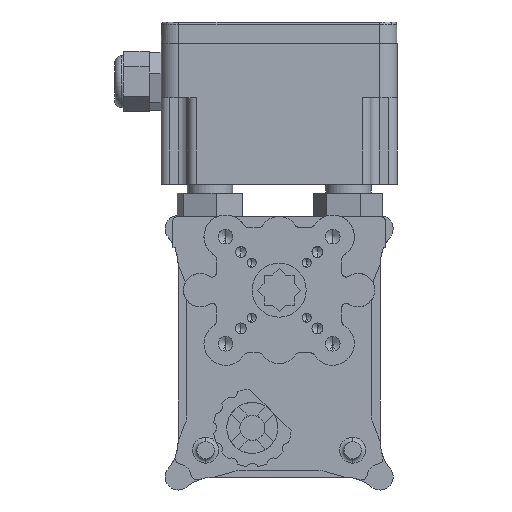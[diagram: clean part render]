
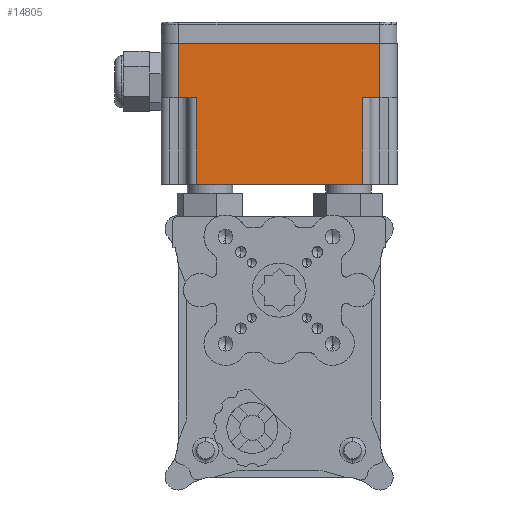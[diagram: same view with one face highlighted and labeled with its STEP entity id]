
A CAD part, front view. The second image highlights one B-rep face of the part: STEP entity #14805.
In plain terms, the highlighted planar face has unit normal (0, -1, 0).
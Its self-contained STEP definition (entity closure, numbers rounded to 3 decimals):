
#1024 = CARTESIAN_POINT ( 'NONE',  ( -46.501, -0.1, 89. ) ) ;
#1030 = VECTOR ( 'NONE', #13451, 1000. ) ;
#1205 = CARTESIAN_POINT ( 'NONE',  ( -46.501, -0.1, 114. ) ) ;
#1600 = ORIENTED_EDGE ( 'NONE', *, *, #16590, .F. ) ;
#1918 = VERTEX_POINT ( 'NONE', #13144 ) ;
#2720 = DIRECTION ( 'NONE',  ( 1., 0., 0. ) ) ;
#3017 = ORIENTED_EDGE ( 'NONE', *, *, #17270, .T. ) ;
#3373 = PLANE ( 'NONE',  #4503 ) ;
#3508 = LINE ( 'NONE', #6300, #6206 ) ;
#4503 = AXIS2_PLACEMENT_3D ( 'NONE', #22093, #15358, #5106 ) ;
#5106 = DIRECTION ( 'NONE',  ( -1., 0., 0. ) ) ;
#6059 = CARTESIAN_POINT ( 'NONE',  ( 46.501, -0.1, 114. ) ) ;
#6094 = LINE ( 'NONE', #8351, #1030 ) ;
#6193 = CARTESIAN_POINT ( 'NONE',  ( 38.324, -0.1, -135.893 ) ) ;
#6206 = VECTOR ( 'NONE', #2720, 1000. ) ;
#6208 = VERTEX_POINT ( 'NONE', #1205 ) ;
#6300 = CARTESIAN_POINT ( 'NONE',  ( -46.501, -0.1, 89. ) ) ;
#6634 = VERTEX_POINT ( 'NONE', #6059 ) ;
#7036 = CARTESIAN_POINT ( 'NONE',  ( 46.501, -0.1, 89. ) ) ;
#7153 = VERTEX_POINT ( 'NONE', #17542 ) ;
#8351 = CARTESIAN_POINT ( 'NONE',  ( 0., -0.1, 49. ) ) ;
#8473 = CARTESIAN_POINT ( 'NONE',  ( -46.501, -0.1, 89. ) ) ;
#8589 = LINE ( 'NONE', #6193, #21689 ) ;
#9142 = FACE_OUTER_BOUND ( 'NONE', #12884, .T. ) ;
#9277 = VERTEX_POINT ( 'NONE', #21574 ) ;
#9928 = VERTEX_POINT ( 'NONE', #13603 ) ;
#10224 = DIRECTION ( 'NONE',  ( 0., 0., 1. ) ) ;
#10392 = LINE ( 'NONE', #22044, #14382 ) ;
#10404 = ORIENTED_EDGE ( 'NONE', *, *, #17058, .T. ) ;
#10845 = CARTESIAN_POINT ( 'NONE',  ( -46.501, -0.1, 114. ) ) ;
#10917 = DIRECTION ( 'NONE',  ( 1., 0., 0. ) ) ;
#11225 = VECTOR ( 'NONE', #12979, 1000. ) ;
#11282 = VERTEX_POINT ( 'NONE', #19225 ) ;
#11842 = DIRECTION ( 'NONE',  ( 0., 0., -1. ) ) ;
#12068 = VECTOR ( 'NONE', #21211, 1000. ) ;
#12727 = CARTESIAN_POINT ( 'NONE',  ( 46.501, -0.1, 89. ) ) ;
#12884 = EDGE_LOOP ( 'NONE', ( #3017, #13614, #14133, #18363, #18998, #1600, #19817, #10404 ) ) ;
#12979 = DIRECTION ( 'NONE',  ( 1., 0., 0. ) ) ;
#13144 = CARTESIAN_POINT ( 'NONE',  ( -46.501, -0.1, 89. ) ) ;
#13451 = DIRECTION ( 'NONE',  ( 1., 0., 0. ) ) ;
#13603 = CARTESIAN_POINT ( 'NONE',  ( 38.324, -0.1, 89. ) ) ;
#13614 = ORIENTED_EDGE ( 'NONE', *, *, #15165, .T. ) ;
#13998 = VERTEX_POINT ( 'NONE', #7036 ) ;
#14133 = ORIENTED_EDGE ( 'NONE', *, *, #15556, .T. ) ;
#14382 = VECTOR ( 'NONE', #11842, 1000. ) ;
#14693 = LINE ( 'NONE', #8473, #18745 ) ;
#14805 = ADVANCED_FACE ( 'NONE', ( #9142 ), #3373, .F. ) ;
#15165 = EDGE_CURVE ( 'NONE', #7153, #9928, #8589, .T. ) ;
#15230 = LINE ( 'NONE', #1024, #11225 ) ;
#15358 = DIRECTION ( 'NONE',  ( 0., 1., 0. ) ) ;
#15556 = EDGE_CURVE ( 'NONE', #9928, #13998, #3508, .T. ) ;
#15901 = EDGE_CURVE ( 'NONE', #13998, #6634, #17184, .T. ) ;
#16070 = VECTOR ( 'NONE', #10917, 1000. ) ;
#16284 = EDGE_CURVE ( 'NONE', #6208, #6634, #20597, .T. ) ;
#16451 = DIRECTION ( 'NONE',  ( 0., 0., 1. ) ) ;
#16590 = EDGE_CURVE ( 'NONE', #1918, #6208, #14693, .T. ) ;
#16907 = EDGE_CURVE ( 'NONE', #1918, #9277, #15230, .T. ) ;
#17058 = EDGE_CURVE ( 'NONE', #9277, #11282, #10392, .T. ) ;
#17184 = LINE ( 'NONE', #12727, #12068 ) ;
#17270 = EDGE_CURVE ( 'NONE', #11282, #7153, #6094, .T. ) ;
#17542 = CARTESIAN_POINT ( 'NONE',  ( 38.324, -0.1, 49. ) ) ;
#18363 = ORIENTED_EDGE ( 'NONE', *, *, #15901, .T. ) ;
#18745 = VECTOR ( 'NONE', #10224, 1000. ) ;
#18998 = ORIENTED_EDGE ( 'NONE', *, *, #16284, .F. ) ;
#19225 = CARTESIAN_POINT ( 'NONE',  ( -38.324, -0.1, 49. ) ) ;
#19817 = ORIENTED_EDGE ( 'NONE', *, *, #16907, .T. ) ;
#20597 = LINE ( 'NONE', #10845, #16070 ) ;
#21211 = DIRECTION ( 'NONE',  ( 0., 0., 1. ) ) ;
#21574 = CARTESIAN_POINT ( 'NONE',  ( -38.324, -0.1, 89. ) ) ;
#21689 = VECTOR ( 'NONE', #16451, 1000. ) ;
#22044 = CARTESIAN_POINT ( 'NONE',  ( -38.324, -0.1, 49. ) ) ;
#22093 = CARTESIAN_POINT ( 'NONE',  ( 0., -0.1, -135.893 ) ) ;
